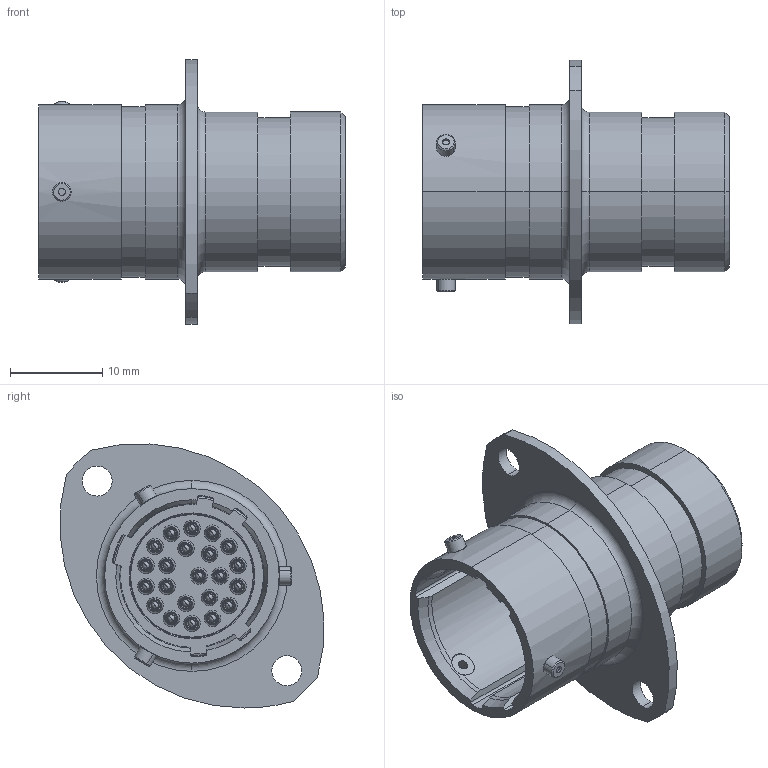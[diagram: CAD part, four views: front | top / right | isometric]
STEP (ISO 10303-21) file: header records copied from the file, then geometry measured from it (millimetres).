
FILE_DESCRIPTION (( 'STEP AP214' ), '1' );
FILE_NAME ('AS012-35PD.STEP', '2013-05-23T11:13:51', ( 'TE Connectivity' ), ( 'TE Connectivity' ), 'SwSTEP 2.0', 'SolidWorks 2011', '' );
FILE_SCHEMA (( 'AUTOMOTIVE_DESIGN' ));
Length unit declared in the file: inch
Products named in the file (1): AS012-35PD
Bounding box: 33.31 x 28.61 x 28.66 mm (x, y, z)
Volume: 5544.7 mm3; surface area: 7858.5 mm2
Topology: 31 solids, 31 shells, 1157 faces, 2427 edges, 1408 vertices
Faces by surface type: torus 462, cylinder 321, cone 196, plane 160, sphere 18
Entity records: 46868 total; most frequent: DIRECTION 6508, CARTESIAN_POINT 5284, ORIENTED_EDGE 4822, AXIS2_PLACEMENT_3D 2983, EDGE_CURVE 2411, CIRCLE 1827, VERTEX_POINT 1402, EDGE_LOOP 1343
